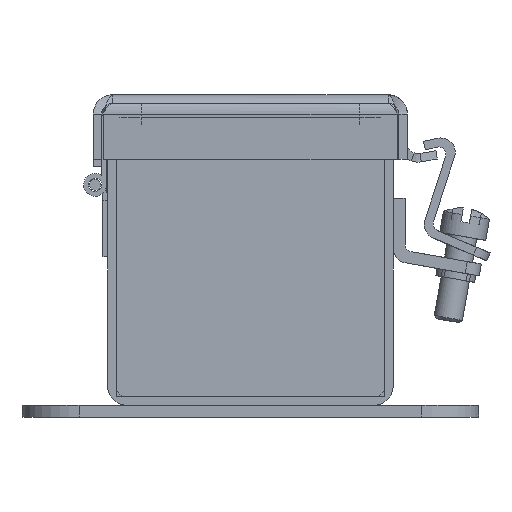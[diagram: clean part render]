
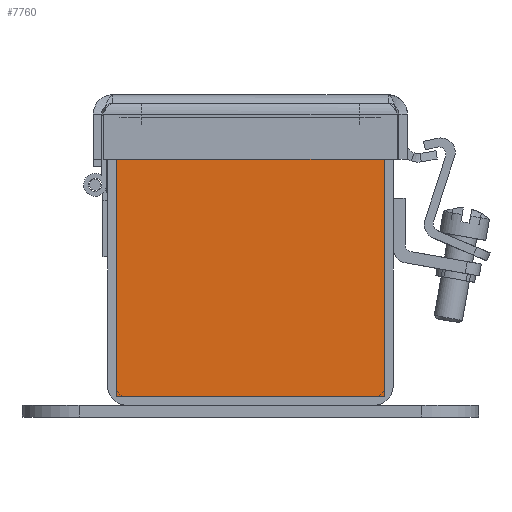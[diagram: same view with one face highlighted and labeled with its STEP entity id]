
A CAD part, left-side view. The second image highlights one B-rep face of the part: STEP entity #7760.
In plain terms, the highlighted planar face has unit normal (-1, 0, 0).
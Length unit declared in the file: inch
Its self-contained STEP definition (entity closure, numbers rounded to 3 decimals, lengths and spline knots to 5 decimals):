
#53 = VERTEX_POINT ( 'NONE', #24874 ) ;
#676 = VERTEX_POINT ( 'NONE', #17788 ) ;
#773 = DIRECTION ( 'NONE',  ( 0., 0., -1. ) ) ;
#923 = VECTOR ( 'NONE', #28533, 39.37008 ) ;
#946 = LINE ( 'NONE', #17942, #8046 ) ;
#955 = LINE ( 'NONE', #14961, #24651 ) ;
#1611 = CARTESIAN_POINT ( 'NONE',  ( -18., -1.176, 1.176 ) ) ;
#2299 = VECTOR ( 'NONE', #29847, 39.37008 ) ;
#2666 = VERTEX_POINT ( 'NONE', #23987 ) ;
#3131 = ORIENTED_EDGE ( 'NONE', *, *, #35590, .F. ) ;
#4392 = DIRECTION ( 'NONE',  ( 0., 0., 1. ) ) ;
#4733 = CARTESIAN_POINT ( 'NONE',  ( -18., 0., 1.08205 ) ) ;
#5318 = EDGE_CURVE ( 'NONE', #17334, #35053, #33554, .T. ) ;
#6574 = VERTEX_POINT ( 'NONE', #28173 ) ;
#7026 = FACE_OUTER_BOUND ( 'NONE', #7541, .T. ) ;
#7247 = ORIENTED_EDGE ( 'NONE', *, *, #5318, .F. ) ;
#7541 = EDGE_LOOP ( 'NONE', ( #3131, #7247, #23043, #33073, #25261, #27758, #21224, #30827, #7819, #11013, #28896, #34572 ) ) ;
#7760 = ADVANCED_FACE ( 'NONE', ( #7026 ), #24198, .F. ) ;
#7819 = ORIENTED_EDGE ( 'NONE', *, *, #15201, .F. ) ;
#7946 = DIRECTION ( 'NONE',  ( 1., 0., 0. ) ) ;
#7974 = EDGE_CURVE ( 'NONE', #19042, #14849, #24659, .T. ) ;
#8046 = VECTOR ( 'NONE', #29277, 39.37008 ) ;
#8104 = VERTEX_POINT ( 'NONE', #25941 ) ;
#8135 = EDGE_CURVE ( 'NONE', #25033, #676, #17548, .T. ) ;
#9738 = CARTESIAN_POINT ( 'NONE',  ( -18., 0.6777, 1.08205 ) ) ;
#9838 = CARTESIAN_POINT ( 'NONE',  ( -18., -0.6775, 1.08205 ) ) ;
#9868 = EDGE_CURVE ( 'NONE', #28462, #53, #16328, .T. ) ;
#9970 = LINE ( 'NONE', #1611, #33252 ) ;
#10270 = CARTESIAN_POINT ( 'NONE',  ( -18., 1.176, -1.176 ) ) ;
#11013 = ORIENTED_EDGE ( 'NONE', *, *, #7974, .F. ) ;
#12641 = LINE ( 'NONE', #26835, #27405 ) ;
#12979 = DIRECTION ( 'NONE',  ( 0., -1., 0. ) ) ;
#13877 = EDGE_CURVE ( 'NONE', #6574, #19042, #9970, .T. ) ;
#13985 = AXIS2_PLACEMENT_3D ( 'NONE', #30677, #7946, #24561 ) ;
#14275 = CARTESIAN_POINT ( 'NONE',  ( -18., -1.176, -1.176 ) ) ;
#14494 = LINE ( 'NONE', #18875, #36612 ) ;
#14838 = CARTESIAN_POINT ( 'NONE',  ( -18., -0.6775, 1.08225 ) ) ;
#14849 = VERTEX_POINT ( 'NONE', #14275 ) ;
#14961 = CARTESIAN_POINT ( 'NONE',  ( -18., -0.6777, 1.176 ) ) ;
#15201 = EDGE_CURVE ( 'NONE', #14849, #28462, #12641, .T. ) ;
#16123 = EDGE_CURVE ( 'NONE', #676, #17334, #14494, .T. ) ;
#16328 = LINE ( 'NONE', #18769, #24155 ) ;
#17334 = VERTEX_POINT ( 'NONE', #14838 ) ;
#17548 = LINE ( 'NONE', #28900, #33680 ) ;
#17788 = CARTESIAN_POINT ( 'NONE',  ( -18., 0.6775, 1.08225 ) ) ;
#17942 = CARTESIAN_POINT ( 'NONE',  ( -18., 0., 1.08205 ) ) ;
#18769 = CARTESIAN_POINT ( 'NONE',  ( -18., 1.176, 1.176 ) ) ;
#18875 = CARTESIAN_POINT ( 'NONE',  ( -18., 0., 1.08225 ) ) ;
#19042 = VERTEX_POINT ( 'NONE', #35833 ) ;
#20018 = CARTESIAN_POINT ( 'NONE',  ( -18., 0.6775, 1.08205 ) ) ;
#21224 = ORIENTED_EDGE ( 'NONE', *, *, #35915, .F. ) ;
#21811 = EDGE_CURVE ( 'NONE', #36597, #25033, #946, .T. ) ;
#21975 = DIRECTION ( 'NONE',  ( 0., 1., 0. ) ) ;
#22053 = EDGE_CURVE ( 'NONE', #36597, #2666, #23687, .T. ) ;
#23043 = ORIENTED_EDGE ( 'NONE', *, *, #16123, .F. ) ;
#23687 = LINE ( 'NONE', #31652, #923 ) ;
#23987 = CARTESIAN_POINT ( 'NONE',  ( -18., 0.6777, 1.176 ) ) ;
#24155 = VECTOR ( 'NONE', #4392, 39.37008 ) ;
#24198 = PLANE ( 'NONE',  #13985 ) ;
#24561 = DIRECTION ( 'NONE',  ( 0., 1., 0. ) ) ;
#24651 = VECTOR ( 'NONE', #773, 39.37008 ) ;
#24659 = LINE ( 'NONE', #35836, #28892 ) ;
#24874 = CARTESIAN_POINT ( 'NONE',  ( -18., 1.176, 1.176 ) ) ;
#25033 = VERTEX_POINT ( 'NONE', #20018 ) ;
#25261 = ORIENTED_EDGE ( 'NONE', *, *, #21811, .F. ) ;
#25548 = LINE ( 'NONE', #36549, #27777 ) ;
#25941 = CARTESIAN_POINT ( 'NONE',  ( -18., -0.6777, 1.08205 ) ) ;
#25950 = EDGE_CURVE ( 'NONE', #6574, #8104, #955, .T. ) ;
#26835 = CARTESIAN_POINT ( 'NONE',  ( -18., 1.176, -1.176 ) ) ;
#27266 = CARTESIAN_POINT ( 'NONE',  ( -18., -0.6775, 0. ) ) ;
#27405 = VECTOR ( 'NONE', #21975, 39.37008 ) ;
#27758 = ORIENTED_EDGE ( 'NONE', *, *, #22053, .T. ) ;
#27777 = VECTOR ( 'NONE', #36394, 39.37008 ) ;
#28173 = CARTESIAN_POINT ( 'NONE',  ( -18., -0.6777, 1.176 ) ) ;
#28462 = VERTEX_POINT ( 'NONE', #10270 ) ;
#28533 = DIRECTION ( 'NONE',  ( 0., 0., 1. ) ) ;
#28892 = VECTOR ( 'NONE', #34114, 39.37008 ) ;
#28896 = ORIENTED_EDGE ( 'NONE', *, *, #13877, .F. ) ;
#28900 = CARTESIAN_POINT ( 'NONE',  ( -18., 0.6775, 0. ) ) ;
#29277 = DIRECTION ( 'NONE',  ( 0., -1., 0. ) ) ;
#29847 = DIRECTION ( 'NONE',  ( 0., 0., -1. ) ) ;
#30677 = CARTESIAN_POINT ( 'NONE',  ( -18., 0., 0. ) ) ;
#30827 = ORIENTED_EDGE ( 'NONE', *, *, #9868, .F. ) ;
#31652 = CARTESIAN_POINT ( 'NONE',  ( -18., 0.6777, 1.08205 ) ) ;
#31839 = DIRECTION ( 'NONE',  ( 0., 0., 1. ) ) ;
#32443 = LINE ( 'NONE', #4733, #34813 ) ;
#32839 = DIRECTION ( 'NONE',  ( 0., -1., 0. ) ) ;
#33073 = ORIENTED_EDGE ( 'NONE', *, *, #8135, .F. ) ;
#33252 = VECTOR ( 'NONE', #12979, 39.37008 ) ;
#33554 = LINE ( 'NONE', #27266, #2299 ) ;
#33680 = VECTOR ( 'NONE', #31839, 39.37008 ) ;
#34114 = DIRECTION ( 'NONE',  ( 0., 0., -1. ) ) ;
#34572 = ORIENTED_EDGE ( 'NONE', *, *, #25950, .T. ) ;
#34813 = VECTOR ( 'NONE', #32839, 39.37008 ) ;
#35053 = VERTEX_POINT ( 'NONE', #9838 ) ;
#35590 = EDGE_CURVE ( 'NONE', #35053, #8104, #32443, .T. ) ;
#35813 = DIRECTION ( 'NONE',  ( 0., -1., 0. ) ) ;
#35833 = CARTESIAN_POINT ( 'NONE',  ( -18., -1.176, 1.176 ) ) ;
#35836 = CARTESIAN_POINT ( 'NONE',  ( -18., -1.176, -1.176 ) ) ;
#35915 = EDGE_CURVE ( 'NONE', #53, #2666, #25548, .T. ) ;
#36394 = DIRECTION ( 'NONE',  ( 0., -1., 0. ) ) ;
#36549 = CARTESIAN_POINT ( 'NONE',  ( -18., -1.176, 1.176 ) ) ;
#36597 = VERTEX_POINT ( 'NONE', #9738 ) ;
#36612 = VECTOR ( 'NONE', #35813, 39.37008 ) ;
